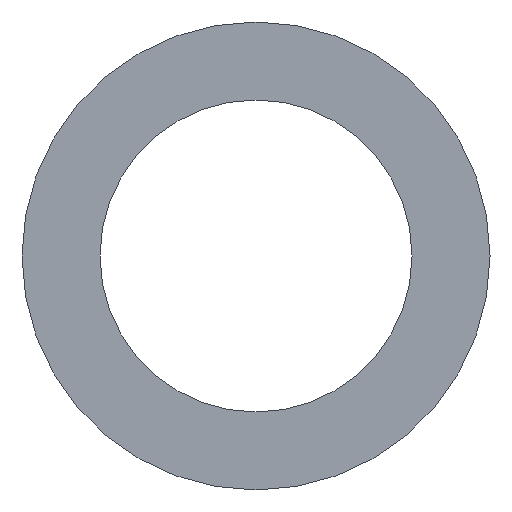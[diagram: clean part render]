
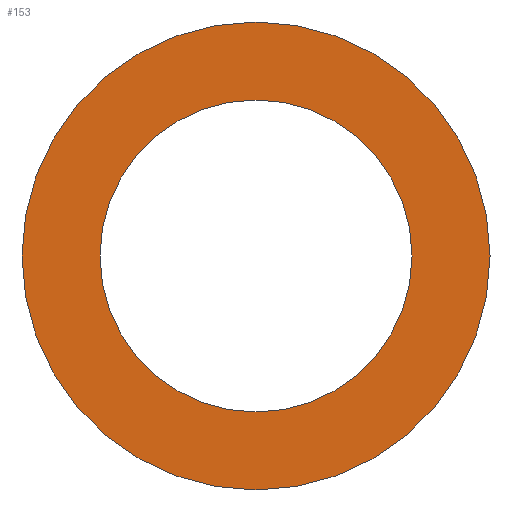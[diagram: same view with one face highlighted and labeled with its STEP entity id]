
A CAD part, left-side view. The second image highlights one B-rep face of the part: STEP entity #153.
In plain terms, the highlighted planar face has unit normal (-1, 0, 0).
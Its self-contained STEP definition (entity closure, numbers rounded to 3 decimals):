
#31=FACE_BOUND($,#68,.T.);
#44=FACE_OUTER_BOUND($,#67,.T.);
#67=EDGE_LOOP($,(#132));
#68=EDGE_LOOP($,(#133));
#83=CIRCLE($,#179,7.);
#84=CIRCLE($,#181,10.5);
#96=VERTEX_POINT($,#270);
#97=VERTEX_POINT($,#273);
#109=EDGE_CURVE($,#96,#96,#83,.T.);
#110=EDGE_CURVE($,#97,#97,#84,.T.);
#132=ORIENTED_EDGE($,*,*,#110,.F.);
#133=ORIENTED_EDGE($,*,*,#109,.F.);
#142=PLANE($,#180);
#153=ADVANCED_FACE($,(#44,#31),#142,.T.);
#179=AXIS2_PLACEMENT_3D($,#271,#227,#228);
#180=AXIS2_PLACEMENT_3D($,#272,#229,#230);
#181=AXIS2_PLACEMENT_3D($,#274,#231,#232);
#227=DIRECTION('center_axis',(-1.,0.,0.));
#228=DIRECTION('ref_axis',(0.,1.,0.));
#229=DIRECTION('center_axis',(-1.,0.,0.));
#230=DIRECTION('ref_axis',(0.,0.,1.));
#231=DIRECTION('center_axis',(1.,0.,0.));
#232=DIRECTION('ref_axis',(0.,1.,0.));
#270=CARTESIAN_POINT('',(-5.6,7.,0.));
#271=CARTESIAN_POINT('Origin',(-5.6,0.,0.));
#272=CARTESIAN_POINT('Origin',(-5.6,0.,0.));
#273=CARTESIAN_POINT('',(-5.6,-10.5,0.));
#274=CARTESIAN_POINT('Origin',(-5.6,0.,0.));
